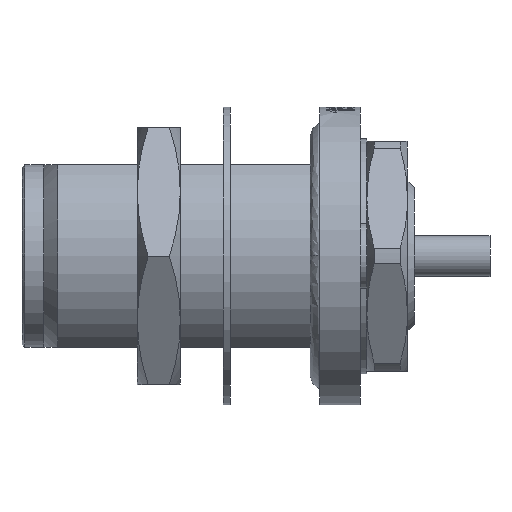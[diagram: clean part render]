
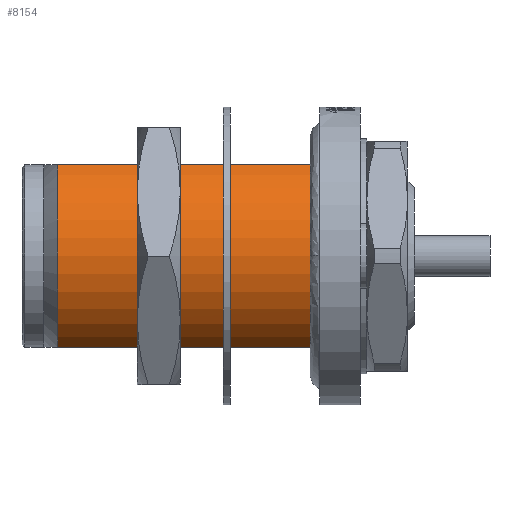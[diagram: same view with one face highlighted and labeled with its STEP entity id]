
A CAD part, front view. The second image highlights one B-rep face of the part: STEP entity #8154.
In plain terms, the highlighted cylindrical face has radius 7.8 mm (diameter 15.6 mm), a partial arc.
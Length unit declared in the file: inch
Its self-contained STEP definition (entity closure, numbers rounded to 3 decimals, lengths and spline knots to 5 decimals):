
#158 = CIRCLE ( 'NONE', #6807, 0.30709 ) ;
#360 = CARTESIAN_POINT ( 'NONE',  ( -0.06811, 0., 0.30709 ) ) ;
#404 = DIRECTION ( 'NONE',  ( 1., 0., 0. ) ) ;
#407 = VERTEX_POINT ( 'NONE', #1500 ) ;
#448 = VERTEX_POINT ( 'NONE', #1794 ) ;
#484 = EDGE_CURVE ( 'NONE', #407, #11521, #158, .T. ) ;
#946 = EDGE_LOOP ( 'NONE', ( #9835, #2855, #7195, #7496, #7054, #11660, #3564, #1202 ) ) ;
#1189 = LINE ( 'NONE', #11301, #1683 ) ;
#1202 = ORIENTED_EDGE ( 'NONE', *, *, #10251, .T. ) ;
#1313 = CIRCLE ( 'NONE', #7953, 0.30709 ) ;
#1500 = CARTESIAN_POINT ( 'NONE',  ( 0.86614, 0., 0.30709 ) ) ;
#1575 = EDGE_CURVE ( 'NONE', #407, #11219, #4174, .T. ) ;
#1683 = VECTOR ( 'NONE', #11070, 39.37008 ) ;
#1794 = CARTESIAN_POINT ( 'NONE',  ( 0.91732, 0., -0.30709 ) ) ;
#2188 = CARTESIAN_POINT ( 'NONE',  ( 0.91732, 0., 0.30709 ) ) ;
#2190 = VERTEX_POINT ( 'NONE', #10988 ) ;
#2213 = CARTESIAN_POINT ( 'NONE',  ( 0.10394, -0.15388, 0.26575 ) ) ;
#2364 = CARTESIAN_POINT ( 'NONE',  ( -0.06811, 0., -0.30709 ) ) ;
#2405 = DIRECTION ( 'NONE',  ( 1., 0., 0. ) ) ;
#2855 = ORIENTED_EDGE ( 'NONE', *, *, #484, .T. ) ;
#3067 = CARTESIAN_POINT ( 'NONE',  ( 0.86614, 0., 0. ) ) ;
#3564 = ORIENTED_EDGE ( 'NONE', *, *, #9933, .T. ) ;
#3644 = EDGE_CURVE ( 'NONE', #9184, #10760, #11671, .T. ) ;
#3662 = DIRECTION ( 'NONE',  ( 0., 0., -1. ) ) ;
#3720 = DIRECTION ( 'NONE',  ( -1., 0., 0. ) ) ;
#3970 = CARTESIAN_POINT ( 'NONE',  ( 0.86614, -0.15388, 0.26575 ) ) ;
#4041 = DIRECTION ( 'NONE',  ( 0., 0., -1. ) ) ;
#4174 = LINE ( 'NONE', #360, #6279 ) ;
#4207 = DIRECTION ( 'NONE',  ( 1., 0., 0. ) ) ;
#4267 = LINE ( 'NONE', #2364, #11756 ) ;
#4655 = DIRECTION ( 'NONE',  ( 0., 0., -1. ) ) ;
#4759 = CARTESIAN_POINT ( 'NONE',  ( 0.10394, 0., 0. ) ) ;
#4822 = DIRECTION ( 'NONE',  ( 1., 0., 0. ) ) ;
#4902 = DIRECTION ( 'NONE',  ( 0., 0., -1. ) ) ;
#5529 = EDGE_CURVE ( 'NONE', #10760, #2190, #10292, .T. ) ;
#5665 = VECTOR ( 'NONE', #4822, 39.37008 ) ;
#6279 = VECTOR ( 'NONE', #8449, 39.37008 ) ;
#6540 = AXIS2_PLACEMENT_3D ( 'NONE', #4759, #404, #4041 ) ;
#6600 = CARTESIAN_POINT ( 'NONE',  ( 0.10394, -0.15388, -0.26575 ) ) ;
#6807 = AXIS2_PLACEMENT_3D ( 'NONE', #9944, #9173, #4655 ) ;
#7031 = FACE_OUTER_BOUND ( 'NONE', #946, .T. ) ;
#7054 = ORIENTED_EDGE ( 'NONE', *, *, #5529, .T. ) ;
#7195 = ORIENTED_EDGE ( 'NONE', *, *, #10623, .T. ) ;
#7496 = ORIENTED_EDGE ( 'NONE', *, *, #3644, .T. ) ;
#7696 = CARTESIAN_POINT ( 'NONE',  ( -0.06811, 0., 0. ) ) ;
#7953 = AXIS2_PLACEMENT_3D ( 'NONE', #3067, #11450, #4902 ) ;
#8154 = ADVANCED_FACE ( 'NONE', ( #7031 ), #10550, .T. ) ;
#8311 = CARTESIAN_POINT ( 'NONE',  ( 0.86614, 0., -0.30709 ) ) ;
#8449 = DIRECTION ( 'NONE',  ( 1., 0., 0. ) ) ;
#9054 = AXIS2_PLACEMENT_3D ( 'NONE', #7696, #2405, #10664 ) ;
#9173 = DIRECTION ( 'NONE',  ( 1., 0., 0. ) ) ;
#9178 = CARTESIAN_POINT ( 'NONE',  ( -0.06811, -0.15388, -0.26575 ) ) ;
#9184 = VERTEX_POINT ( 'NONE', #2213 ) ;
#9255 = CARTESIAN_POINT ( 'NONE',  ( 0.91732, 0., 0. ) ) ;
#9835 = ORIENTED_EDGE ( 'NONE', *, *, #1575, .F. ) ;
#9853 = VERTEX_POINT ( 'NONE', #8311 ) ;
#9933 = EDGE_CURVE ( 'NONE', #9853, #448, #4267, .T. ) ;
#9944 = CARTESIAN_POINT ( 'NONE',  ( 0.86614, 0., 0. ) ) ;
#10228 = CIRCLE ( 'NONE', #10427, 0.30709 ) ;
#10251 = EDGE_CURVE ( 'NONE', #448, #11219, #10228, .T. ) ;
#10292 = LINE ( 'NONE', #9178, #5665 ) ;
#10427 = AXIS2_PLACEMENT_3D ( 'NONE', #9255, #3720, #3662 ) ;
#10505 = EDGE_CURVE ( 'NONE', #2190, #9853, #1313, .T. ) ;
#10550 = CYLINDRICAL_SURFACE ( 'NONE', #9054, 0.30709 ) ;
#10623 = EDGE_CURVE ( 'NONE', #11521, #9184, #1189, .T. ) ;
#10664 = DIRECTION ( 'NONE',  ( 0., 0., -1. ) ) ;
#10760 = VERTEX_POINT ( 'NONE', #6600 ) ;
#10988 = CARTESIAN_POINT ( 'NONE',  ( 0.86614, -0.15388, -0.26575 ) ) ;
#11070 = DIRECTION ( 'NONE',  ( -1., 0., 0. ) ) ;
#11219 = VERTEX_POINT ( 'NONE', #2188 ) ;
#11301 = CARTESIAN_POINT ( 'NONE',  ( -0.06811, -0.15388, 0.26575 ) ) ;
#11450 = DIRECTION ( 'NONE',  ( 1., 0., 0. ) ) ;
#11521 = VERTEX_POINT ( 'NONE', #3970 ) ;
#11660 = ORIENTED_EDGE ( 'NONE', *, *, #10505, .T. ) ;
#11671 = CIRCLE ( 'NONE', #6540, 0.30709 ) ;
#11756 = VECTOR ( 'NONE', #4207, 39.37008 ) ;
